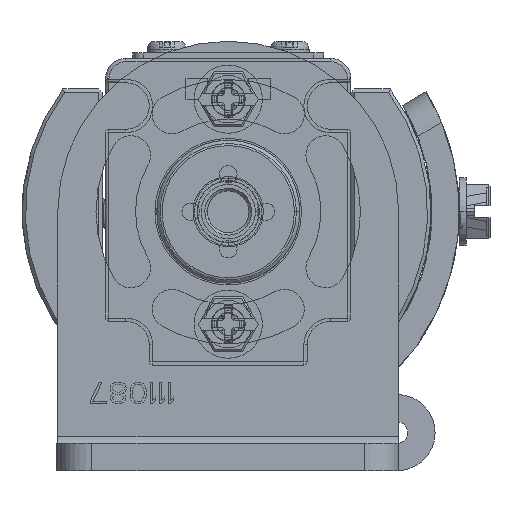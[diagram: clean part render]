
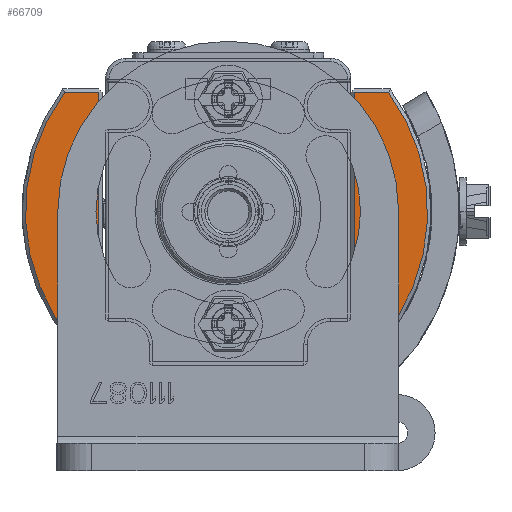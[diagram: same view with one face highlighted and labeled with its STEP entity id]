
A CAD part, front view. The second image highlights one B-rep face of the part: STEP entity #66709.
In plain terms, the highlighted face is planar.
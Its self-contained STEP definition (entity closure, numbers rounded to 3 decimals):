
#65694=DIRECTION('',(1.,0.,0.));
#65695=VECTOR('',#65694,37.);
#65696=CARTESIAN_POINT('',(-19.5,-18.75,-10.));
#65697=LINE('',#65696,#65695);
#65714=DIRECTION('',(0.,-1.,0.));
#65715=VECTOR('',#65714,4.999);
#65716=CARTESIAN_POINT('',(17.5,-18.75,-10.));
#65717=LINE('',#65716,#65715);
#65732=CARTESIAN_POINT('',(0.,0.,-10.));
#65733=DIRECTION('',(0.,0.,-1.));
#65734=DIRECTION('',(0.593,-0.805,0.));
#65735=AXIS2_PLACEMENT_3D('',#65732,#65733,#65734);
#66355=CARTESIAN_POINT('',(-19.5,15.25,-10.));
#66356=DIRECTION('',(0.,0.,1.));
#66357=DIRECTION('',(0.,1.,0.));
#66358=AXIS2_PLACEMENT_3D('',#66355,#66356,#66357);
#66360=DIRECTION('',(-1.,0.,0.));
#66361=VECTOR('',#66360,37.);
#66362=CARTESIAN_POINT('',(17.5,18.75,-10.));
#66363=LINE('',#66362,#66361);
#66376=DIRECTION('',(0.,-1.,0.));
#66377=VECTOR('',#66376,4.999);
#66378=CARTESIAN_POINT('',(17.5,23.749,-10.));
#66379=LINE('',#66378,#66377);
#66393=DIRECTION('',(0.,-1.,0.));
#66394=VECTOR('',#66393,30.5);
#66395=CARTESIAN_POINT('',(-23.,15.25,-10.));
#66396=LINE('',#66395,#66394);
#66414=CARTESIAN_POINT('',(-19.5,-15.25,-10.));
#66415=DIRECTION('',(0.,0.,1.));
#66416=DIRECTION('',(-1.,0.,0.));
#66417=AXIS2_PLACEMENT_3D('',#66414,#66415,#66416);
#66514=CARTESIAN_POINT('',(17.5,-23.749,-10.));
#66515=CARTESIAN_POINT('',(17.5,23.749,-10.));
#66516=VERTEX_POINT('',#66514);
#66517=VERTEX_POINT('',#66515);
#66518=CARTESIAN_POINT('',(17.5,18.75,-10.));
#66519=VERTEX_POINT('',#66518);
#66522=CARTESIAN_POINT('',(17.5,-18.75,-10.));
#66523=VERTEX_POINT('',#66522);
#66670=CARTESIAN_POINT('',(-19.5,18.75,-10.));
#66671=VERTEX_POINT('',#66670);
#66676=CARTESIAN_POINT('',(-23.,15.25,-10.));
#66677=VERTEX_POINT('',#66676);
#66678=CARTESIAN_POINT('',(-23.,-15.25,-10.));
#66679=VERTEX_POINT('',#66678);
#66684=CARTESIAN_POINT('',(-19.5,-18.75,-10.));
#66685=VERTEX_POINT('',#66684);
#66686=CARTESIAN_POINT('',(0.,0.,-10.));
#66687=DIRECTION('',(0.,0.,1.));
#66688=DIRECTION('',(1.,0.,0.));
#66689=AXIS2_PLACEMENT_3D('',#66686,#66687,#66688);
#66690=PLANE('',#66689);
#66692=ORIENTED_EDGE('',*,*,#66691,.F.);
#66694=ORIENTED_EDGE('',*,*,#66693,.F.);
#66696=ORIENTED_EDGE('',*,*,#66695,.F.);
#66698=ORIENTED_EDGE('',*,*,#66697,.F.);
#66700=ORIENTED_EDGE('',*,*,#66699,.F.);
#66702=ORIENTED_EDGE('',*,*,#66701,.F.);
#66704=ORIENTED_EDGE('',*,*,#66703,.F.);
#66706=ORIENTED_EDGE('',*,*,#66705,.F.);
#66707=EDGE_LOOP('',(#66692,#66694,#66696,#66698,#66700,#66702,#66704,#66706));
#66708=FACE_OUTER_BOUND('',#66707,.F.);
#66709=ADVANCED_FACE('',(#66708),#66690,.F.);
#65736=CIRCLE('',#65735,29.5);
#66359=CIRCLE('',#66358,3.5);
#66418=CIRCLE('',#66417,3.5);
#66691=EDGE_CURVE('',#66685,#66523,#65697,.T.);
#66693=EDGE_CURVE('',#66679,#66685,#66418,.T.);
#66695=EDGE_CURVE('',#66677,#66679,#66396,.T.);
#66697=EDGE_CURVE('',#66671,#66677,#66359,.T.);
#66699=EDGE_CURVE('',#66519,#66671,#66363,.T.);
#66701=EDGE_CURVE('',#66517,#66519,#66379,.T.);
#66703=EDGE_CURVE('',#66516,#66517,#65736,.T.);
#66705=EDGE_CURVE('',#66523,#66516,#65717,.T.);
